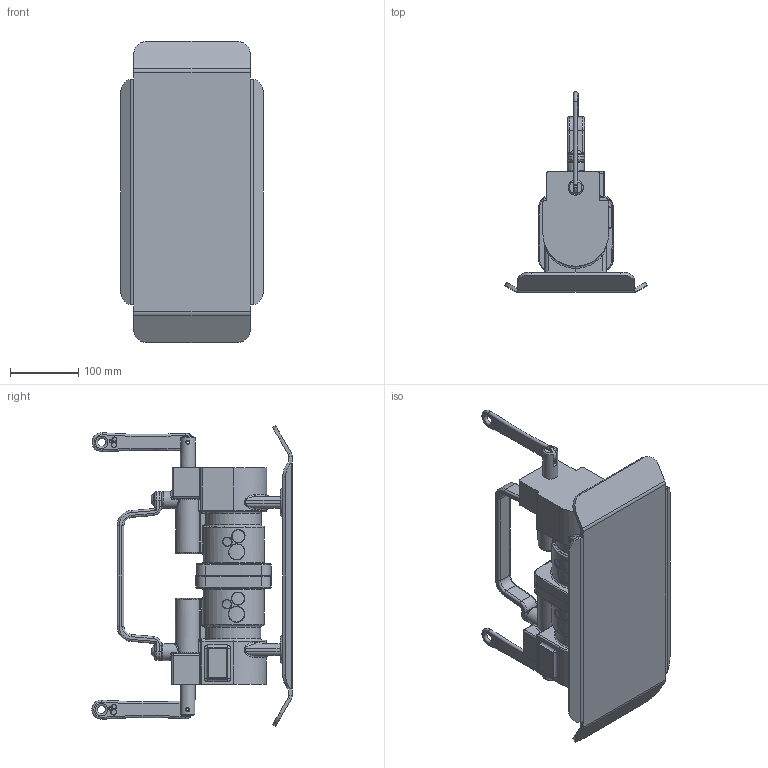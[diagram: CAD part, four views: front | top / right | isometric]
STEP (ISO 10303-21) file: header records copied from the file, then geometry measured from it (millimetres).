
FILE_DESCRIPTION(/* description */ ('PS 660V 150A 4P B2B Jack-In Full Assembly'),/* implementation_level */ '2;1');
FILE_NAME(/* name */ 'PS B2B Jack In [Solid].stp',/* time_stamp */ '2022-10-18T06:06:28+10:00',/* author */ ('a.tao491'),/* organization */ (''),/* preprocessor_version */ 'ST-DEVELOPER v16.5',/* originating_system */ 'Autodesk Inventor 2017',/* authorisation */ '');
FILE_SCHEMA (('AUTOMOTIVE_DESIGN { 1 0 10303 214 3 1 1 }'));
Length unit declared in the file: millimetre
Products named in the file (10): RS2460_SLD; 1696_SLD; 1824; 2539 xx; 3206_SLD; 2523_SLD; RS2405_SLD; 1550; 2746; 1581
Assembly tree (12 placements, depth 3):
  RS2460_SLD
    1696_SLD
    1824  x2
    2539 xx
    3206_SLD
    2523_SLD  x2
    RS2405_SLD  x2
      1550
      2746
      1581
Bounding box: 208.11 x 292.78 x 440.07 mm (x, y, z)
Volume: 3631859.1 mm3; surface area: 473755.7 mm2
Topology: 13 solids, 13 shells, 818 faces, 1804 edges, 1064 vertices
Faces by surface type: cylinder 298, plane 256, torus 136, bspline 62, sphere 34, cone 32
Full cylindrical faces by diameter (mm): 6 x4, 7 x2, 8.376 x4, 9.85 x2, 10.2 x4, 12.88 x4, 15 x2, 17.25 x2, 18 x2, 18.4 x4, 22 x2, 23 x4, 25 x2, 90 x2
Entity records: 17032 total; most frequent: CARTESIAN_POINT 4884, DIRECTION 2645, ORIENTED_EDGE 2280, EDGE_CURVE 1140, AXIS2_PLACEMENT_3D 1055, VERTEX_POINT 706, EDGE_LOOP 654, FACE_OUTER_BOUND 544
